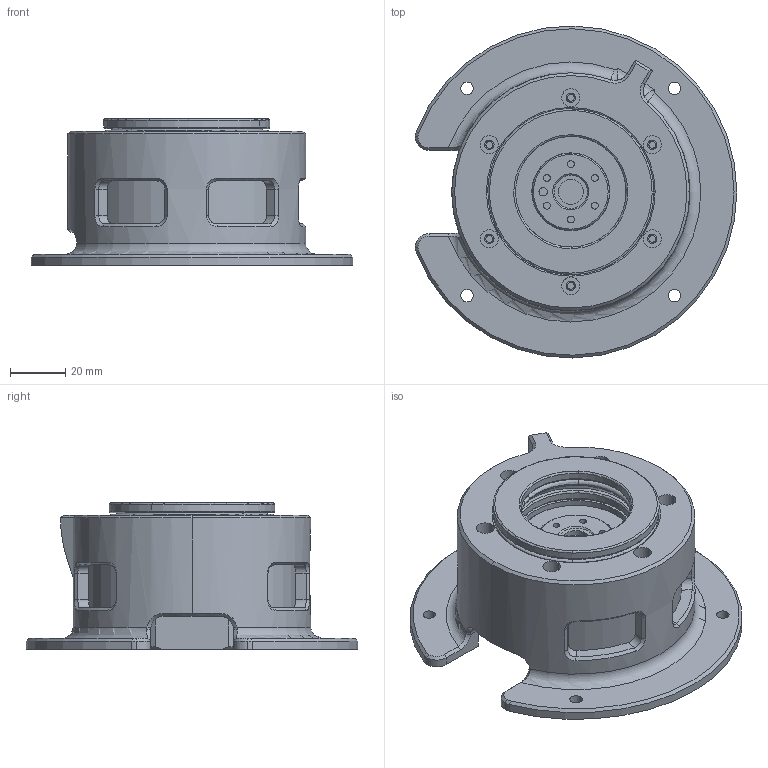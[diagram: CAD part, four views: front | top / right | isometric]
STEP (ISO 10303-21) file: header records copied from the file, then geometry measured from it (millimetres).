
FILE_DESCRIPTION (( 'STEP AP214' ), '1' );
FILE_NAME ('Base_Link.STEP', '2022-04-15T02:21:03', ( '' ), ( '' ), 'SwSTEP 2.0', 'SolidWorks 2021', '' );
FILE_SCHEMA (( 'AUTOMOTIVE_DESIGN' ));
Length unit declared in the file: millimetre
Products named in the file (4): Base_Link; B51108URDF; 婦瞰1_賅攪馨檜蝶URDF; X6 1ㄩ6 3DURDF
Assembly tree (3 placements, depth 2):
  Base_Link
    婦瞰1_賅攪馨檜蝶URDF
    B51108URDF
    X6 1ㄩ6 3DURDF
Bounding box: 116.23 x 119.99 x 53 mm (x, y, z)
Volume: 257899.2 mm3; surface area: 69394.8 mm2
Topology: 3 solids, 3 shells, 304 faces, 717 edges, 455 vertices
Faces by surface type: cylinder 123, plane 80, torus 39, cone 36, bspline 26
Entity records: 13975 total; most frequent: CARTESIAN_POINT 6230, DIRECTION 1514, ORIENTED_EDGE 1434, EDGE_CURVE 717, AXIS2_PLACEMENT_3D 651, VERTEX_POINT 455, EDGE_LOOP 372, CIRCLE 367
